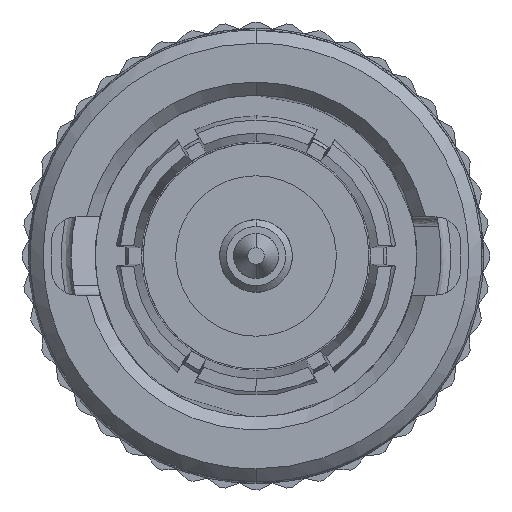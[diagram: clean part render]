
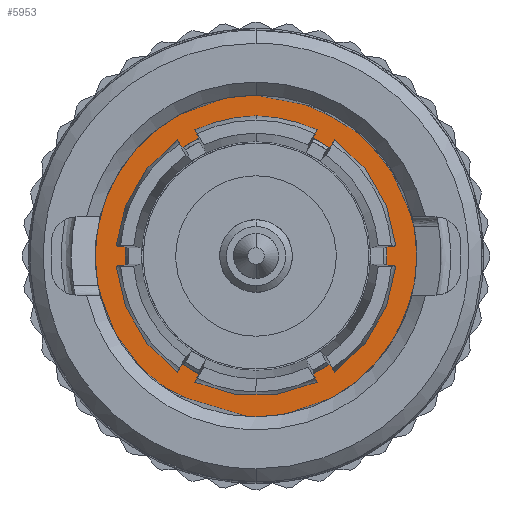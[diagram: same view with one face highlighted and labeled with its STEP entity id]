
A CAD part, left-side view. The second image highlights one B-rep face of the part: STEP entity #5953.
In plain terms, the highlighted planar face has unit normal (-1, 0, 0).
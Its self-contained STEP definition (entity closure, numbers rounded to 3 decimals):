
#404 = CARTESIAN_POINT ( 'NONE',  ( 7.425, 2.441, -3.18 ) ) ;
#429 = CARTESIAN_POINT ( 'NONE',  ( 7.425, 0., 0. ) ) ;
#473 = CARTESIAN_POINT ( 'NONE',  ( 7.425, 0., 4. ) ) ;
#532 = DIRECTION ( 'NONE',  ( 1., 0., 0. ) ) ;
#551 = CARTESIAN_POINT ( 'NONE',  ( 7.425, 2.004, -3.472 ) ) ;
#665 = CARTESIAN_POINT ( 'NONE',  ( 7.425, -0.524, 3.974 ) ) ;
#740 = CARTESIAN_POINT ( 'NONE',  ( 7.425, -1.775, 3.594 ) ) ;
#833 = EDGE_CURVE ( 'NONE', #3452, #7340, #4456, .T. ) ;
#978 = PLANE ( 'NONE',  #4629 ) ;
#988 = CARTESIAN_POINT ( 'NONE',  ( 7.425, 0., 4. ) ) ;
#1307 = AXIS2_PLACEMENT_3D ( 'NONE', #1661, #532, #9803 ) ;
#1533 = CARTESIAN_POINT ( 'NONE',  ( 7.425, 3.872, -1.036 ) ) ;
#1604 = CARTESIAN_POINT ( 'NONE',  ( 7.425, 2.443, 3.178 ) ) ;
#1661 = CARTESIAN_POINT ( 'NONE',  ( 7.425, 0., 0. ) ) ;
#1677 = CARTESIAN_POINT ( 'NONE',  ( 7.425, 4., -0.264 ) ) ;
#1761 = CARTESIAN_POINT ( 'NONE',  ( 7.425, 3.795, -1.291 ) ) ;
#1799 = CARTESIAN_POINT ( 'NONE',  ( 7.425, -3.974, 0.523 ) ) ;
#1870 = CARTESIAN_POINT ( 'NONE',  ( 7.425, -3.473, 2.002 ) ) ;
#2255 = AXIS2_PLACEMENT_3D ( 'NONE', #429, #6519, #5064 ) ;
#2825 = CARTESIAN_POINT ( 'NONE',  ( 7.425, 0., -4. ) ) ;
#2942 = CARTESIAN_POINT ( 'NONE',  ( 7.425, -2.004, 3.472 ) ) ;
#2984 = CARTESIAN_POINT ( 'NONE',  ( 7.425, 3.013, -2.643 ) ) ;
#3022 = CARTESIAN_POINT ( 'NONE',  ( 7.425, -1.292, 3.794 ) ) ;
#3346 = DIRECTION ( 'NONE',  ( 1., 0., 0. ) ) ;
#3452 = VERTEX_POINT ( 'NONE', #14858 ) ;
#4014 = CARTESIAN_POINT ( 'NONE',  ( 7.425, -0.528, -3.974 ) ) ;
#4084 = CARTESIAN_POINT ( 'NONE',  ( 7.425, -3.18, 2.441 ) ) ;
#4156 = CARTESIAN_POINT ( 'NONE',  ( 7.425, -3.872, -1.035 ) ) ;
#4335 = FACE_BOUND ( 'NONE', #6253, .T. ) ;
#4344 = CARTESIAN_POINT ( 'NONE',  ( 7.425, 0., 5.415 ) ) ;
#4456 = CIRCLE ( 'NONE', #2255, 5.415 ) ;
#4558 = EDGE_LOOP ( 'NONE', ( #13558, #10435 ) ) ;
#4629 = AXIS2_PLACEMENT_3D ( 'NONE', #10256, #3346, #12310 ) ;
#4747 = EDGE_CURVE ( 'NONE', #13906, #8110, #13710, .T. ) ;
#5064 = DIRECTION ( 'NONE',  ( 0., 0., -1. ) ) ;
#5104 = EDGE_CURVE ( 'NONE', #7340, #3452, #7870, .T. ) ;
#5191 = CARTESIAN_POINT ( 'NONE',  ( 7.425, 3.974, -0.523 ) ) ;
#5310 = CARTESIAN_POINT ( 'NONE',  ( 7.425, -3.797, -1.285 ) ) ;
#5347 = CARTESIAN_POINT ( 'NONE',  ( 7.425, 3.183, 2.437 ) ) ;
#5389 = CARTESIAN_POINT ( 'NONE',  ( 7.425, -2.441, 3.18 ) ) ;
#5555 = ORIENTED_EDGE ( 'NONE', *, *, #8711, .T. ) ;
#5953 = ADVANCED_FACE ( 'NONE', ( #4335, #7831 ), #978, .F. ) ;
#6253 = EDGE_LOOP ( 'NONE', ( #12952, #5555 ) ) ;
#6256 = CARTESIAN_POINT ( 'NONE',  ( 7.425, 2.644, 3.013 ) ) ;
#6332 = CARTESIAN_POINT ( 'NONE',  ( 7.425, 1.292, 3.795 ) ) ;
#6448 = CARTESIAN_POINT ( 'NONE',  ( 7.425, -4., 0.264 ) ) ;
#6519 = DIRECTION ( 'NONE',  ( 1., 0., 0. ) ) ;
#6693 = B_SPLINE_CURVE_WITH_KNOTS ( 'NONE', 3,
 ( #14483, #13335, #665, #7658, #3022, #740, #2942, #5389, #8715, #10009, #4084, #1870, #14641, #7579, #12208, #1799, #6448, #12287, #11079, #4156, #5310, #9934, #14561, #8794, #12978, #10707, #13264, #13115, #7432, #8572, #9715, #4014, #9646, #8649 ),
 .UNSPECIFIED., .F., .F.,
 ( 4, 2, 2, 2, 2, 2, 2, 2, 2, 2, 2, 2, 2, 2, 2, 2, 4 ),
 ( 0., 0.001, 0.002, 0.002, 0.003, 0.004, 0.005, 0.005, 0.006, 0.007, 0.008, 0.009, 0.009, 0.01, 0.011, 0.012, 0.013 ),
 .UNSPECIFIED. ) ;
#7324 = CARTESIAN_POINT ( 'NONE',  ( 7.425, 1.043, 3.871 ) ) ;
#7340 = VERTEX_POINT ( 'NONE', #4344 ) ;
#7393 = CARTESIAN_POINT ( 'NONE',  ( 7.425, 3.797, 1.285 ) ) ;
#7432 = CARTESIAN_POINT ( 'NONE',  ( 7.425, -1.774, -3.594 ) ) ;
#7464 = CARTESIAN_POINT ( 'NONE',  ( 7.425, 2.645, -3.012 ) ) ;
#7579 = CARTESIAN_POINT ( 'NONE',  ( 7.425, -3.795, 1.291 ) ) ;
#7623 = CARTESIAN_POINT ( 'NONE',  ( 7.425, 3.974, 0.524 ) ) ;
#7658 = CARTESIAN_POINT ( 'NONE',  ( 7.425, -1.038, 3.872 ) ) ;
#7831 = FACE_OUTER_BOUND ( 'NONE', #4558, .T. ) ;
#7870 = CIRCLE ( 'NONE', #1307, 5.415 ) ;
#8110 = VERTEX_POINT ( 'NONE', #988 ) ;
#8460 = CARTESIAN_POINT ( 'NONE',  ( 7.425, 1.774, 3.594 ) ) ;
#8535 = CARTESIAN_POINT ( 'NONE',  ( 7.425, 1.775, -3.594 ) ) ;
#8572 = CARTESIAN_POINT ( 'NONE',  ( 7.425, -1.292, -3.795 ) ) ;
#8605 = CARTESIAN_POINT ( 'NONE',  ( 7.425, 1.038, -3.872 ) ) ;
#8649 = CARTESIAN_POINT ( 'NONE',  ( 7.425, 0., -4. ) ) ;
#8711 = EDGE_CURVE ( 'NONE', #8110, #13906, #6693, .T. ) ;
#8715 = CARTESIAN_POINT ( 'NONE',  ( 7.425, -2.645, 3.012 ) ) ;
#8755 = CARTESIAN_POINT ( 'NONE',  ( 7.425, 0.264, -4. ) ) ;
#8794 = CARTESIAN_POINT ( 'NONE',  ( 7.425, -3.183, -2.437 ) ) ;
#9646 = CARTESIAN_POINT ( 'NONE',  ( 7.425, -0.264, -4. ) ) ;
#9715 = CARTESIAN_POINT ( 'NONE',  ( 7.425, -1.043, -3.871 ) ) ;
#9750 = CARTESIAN_POINT ( 'NONE',  ( 7.425, 3.473, -2.002 ) ) ;
#9803 = DIRECTION ( 'NONE',  ( 0., 0., -1. ) ) ;
#9823 = CARTESIAN_POINT ( 'NONE',  ( 7.425, 3.872, 1.035 ) ) ;
#9934 = CARTESIAN_POINT ( 'NONE',  ( 7.425, -3.596, -1.772 ) ) ;
#9971 = CARTESIAN_POINT ( 'NONE',  ( 7.425, 3.015, 2.641 ) ) ;
#10009 = CARTESIAN_POINT ( 'NONE',  ( 7.425, -3.013, 2.643 ) ) ;
#10256 = CARTESIAN_POINT ( 'NONE',  ( 7.425, -5.48, 5.48 ) ) ;
#10435 = ORIENTED_EDGE ( 'NONE', *, *, #5104, .F. ) ;
#10707 = CARTESIAN_POINT ( 'NONE',  ( 7.425, -2.644, -3.013 ) ) ;
#10819 = CARTESIAN_POINT ( 'NONE',  ( 7.425, 0.264, 4. ) ) ;
#10889 = CARTESIAN_POINT ( 'NONE',  ( 7.425, 0.528, 3.974 ) ) ;
#11079 = CARTESIAN_POINT ( 'NONE',  ( 7.425, -3.974, -0.524 ) ) ;
#11118 = CARTESIAN_POINT ( 'NONE',  ( 7.425, 3.472, 2.004 ) ) ;
#11213 = CARTESIAN_POINT ( 'NONE',  ( 7.425, 0., -4. ) ) ;
#12021 = CARTESIAN_POINT ( 'NONE',  ( 7.425, 3.596, 1.772 ) ) ;
#12208 = CARTESIAN_POINT ( 'NONE',  ( 7.425, -3.872, 1.036 ) ) ;
#12287 = CARTESIAN_POINT ( 'NONE',  ( 7.425, -4., -0.26 ) ) ;
#12310 = DIRECTION ( 'NONE',  ( 0., 0., -1. ) ) ;
#12952 = ORIENTED_EDGE ( 'NONE', *, *, #4747, .T. ) ;
#12978 = CARTESIAN_POINT ( 'NONE',  ( 7.425, -3.015, -2.641 ) ) ;
#13115 = CARTESIAN_POINT ( 'NONE',  ( 7.425, -2.009, -3.469 ) ) ;
#13150 = CARTESIAN_POINT ( 'NONE',  ( 7.425, 3.18, -2.441 ) ) ;
#13219 = CARTESIAN_POINT ( 'NONE',  ( 7.425, 1.292, -3.794 ) ) ;
#13264 = CARTESIAN_POINT ( 'NONE',  ( 7.425, -2.443, -3.178 ) ) ;
#13335 = CARTESIAN_POINT ( 'NONE',  ( 7.425, -0.264, 4. ) ) ;
#13377 = CARTESIAN_POINT ( 'NONE',  ( 7.425, 0.524, -3.974 ) ) ;
#13558 = ORIENTED_EDGE ( 'NONE', *, *, #833, .F. ) ;
#13710 = B_SPLINE_CURVE_WITH_KNOTS ( 'NONE', 3,
 ( #2825, #8755, #13377, #8605, #13219, #8535, #551, #404, #7464, #2984, #13150, #9750, #14369, #1761, #1533, #5191, #1677, #14444, #7623, #9823, #7393, #12021, #11118, #5347, #9971, #6256, #1604, #14603, #8460, #6332, #7324, #10889, #10819, #473 ),
 .UNSPECIFIED., .F., .F.,
 ( 4, 2, 2, 2, 2, 2, 2, 2, 2, 2, 2, 2, 2, 2, 2, 2, 4 ),
 ( 0., 0.001, 0.002, 0.002, 0.003, 0.004, 0.005, 0.005, 0.006, 0.007, 0.008, 0.009, 0.009, 0.01, 0.011, 0.012, 0.013 ),
 .UNSPECIFIED. ) ;
#13906 = VERTEX_POINT ( 'NONE', #11213 ) ;
#14369 = CARTESIAN_POINT ( 'NONE',  ( 7.425, 3.595, -1.772 ) ) ;
#14444 = CARTESIAN_POINT ( 'NONE',  ( 7.425, 4., 0.26 ) ) ;
#14483 = CARTESIAN_POINT ( 'NONE',  ( 7.425, 0., 4. ) ) ;
#14561 = CARTESIAN_POINT ( 'NONE',  ( 7.425, -3.472, -2.004 ) ) ;
#14603 = CARTESIAN_POINT ( 'NONE',  ( 7.425, 2.009, 3.469 ) ) ;
#14641 = CARTESIAN_POINT ( 'NONE',  ( 7.425, -3.595, 1.772 ) ) ;
#14858 = CARTESIAN_POINT ( 'NONE',  ( 7.425, 0., -5.415 ) ) ;
